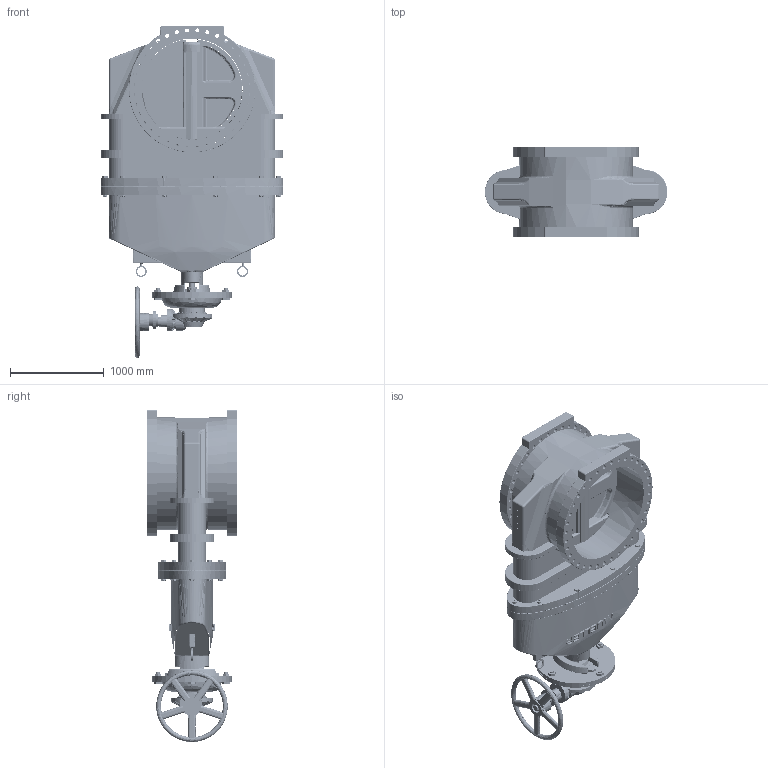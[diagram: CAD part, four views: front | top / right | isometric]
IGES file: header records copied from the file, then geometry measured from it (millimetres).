
Start section: SolidWorks IGES file using analytic representation for surfaces
Global section: file name: A-2361-6_42_H.IGS; native system: SolidWorks 2013; preprocessor: SolidWorks 2013; author: CAD M1; date: 140220.181341; units: millimetre
Bounding box: 1947.87 x 965.29 x 3537.05 mm (x, y, z)
Surface area: 33314322.5 mm2 (no closed solid volume)
Topology: 0 solids, 0 shells, 2156 faces, 48111 edges, 48074 vertices
Faces by surface type: bspline 1236, revolution 920
